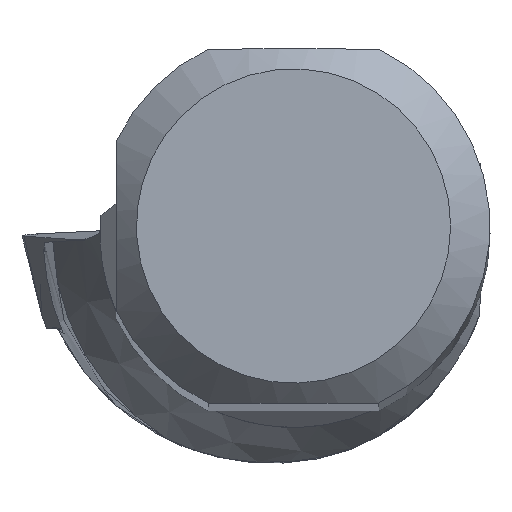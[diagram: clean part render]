
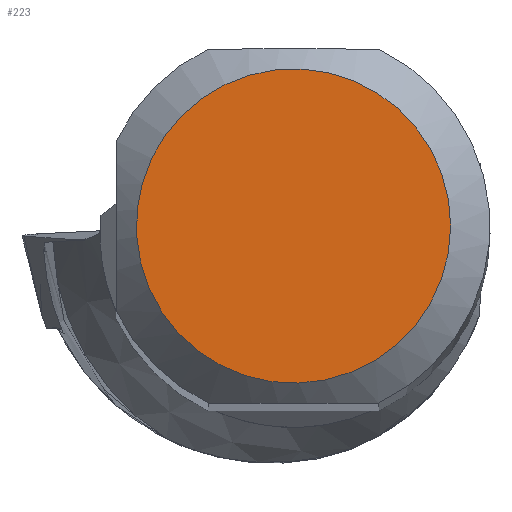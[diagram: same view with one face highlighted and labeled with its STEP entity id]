
A CAD part, top view. The second image highlights one B-rep face of the part: STEP entity #223.
In plain terms, the highlighted planar face has unit normal (0, 0, 1).
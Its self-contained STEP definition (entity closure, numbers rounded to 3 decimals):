
#175=FACE_OUTER_BOUND('',#461,.T.);
#223=ADVANCED_FACE('',(#175),#256,.T.);
#256=PLANE('',#1124);
#461=EDGE_LOOP('',(#616));
#616=ORIENTED_EDGE('',*,*,#927,.T.);
#818=VERTEX_POINT('',#1740);
#927=EDGE_CURVE('',#818,#818,#993,.T.);
#993=CIRCLE('',#1123,3.994);
#1123=AXIS2_PLACEMENT_3D('',#1739,#1319,#1320);
#1124=AXIS2_PLACEMENT_3D('',#1741,#1321,#1322);
#1319=DIRECTION('',(0.,0.,1.));
#1320=DIRECTION('',(1.,0.,0.));
#1321=DIRECTION('',(0.,0.,1.));
#1322=DIRECTION('',(1.,0.,0.));
#1739=CARTESIAN_POINT('',(0.,0.,0.));
#1740=CARTESIAN_POINT('',(3.994,0.,0.));
#1741=CARTESIAN_POINT('',(0.,0.,
0.));
